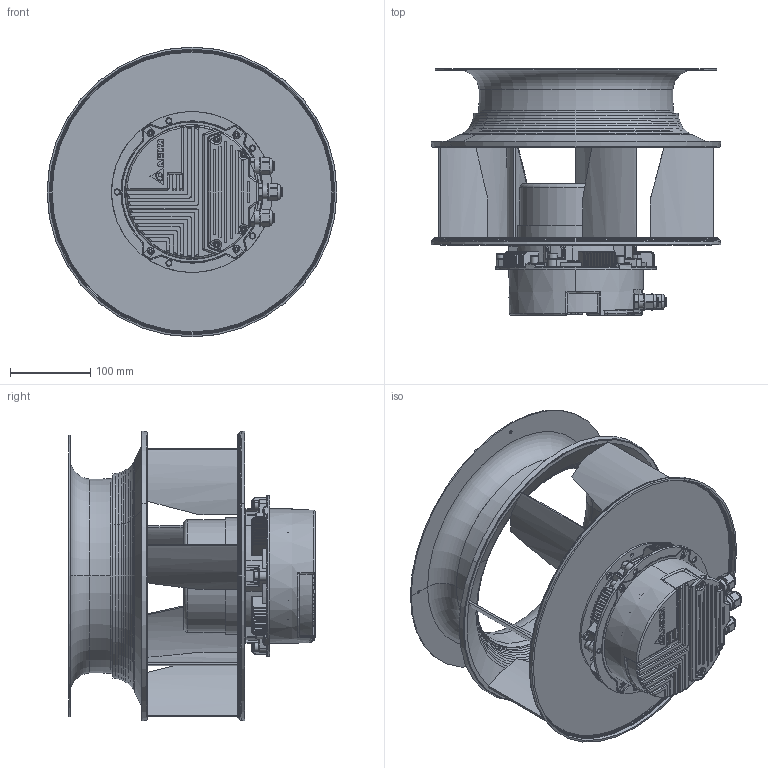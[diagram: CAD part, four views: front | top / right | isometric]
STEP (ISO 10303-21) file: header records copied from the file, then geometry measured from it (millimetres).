
FILE_DESCRIPTION((''),'2;1');
FILE_NAME('GTB036PXD25E_N1_ASM','2017-11-06T',('CHESTER.YAN'),(''),'CREO PARAMETRIC BY PTC INC, 2015080','CREO PARAMETRIC BY PTC INC, 2015080','');
FILE_SCHEMA(('CONFIG_CONTROL_DESIGN'));
Products named in the file (10): _OD116_MOTOR_1_1_2_1_1_1; _OD116_MOTOR_1_1_2_2_1_1; _OD116_MOTOR_1_1_2_3_1_1; _OD116_MOTOR_1_1_2_4_1_1; _OD116_MOTOR_1_1_2_ASM_1_1_ASM; OD116_MOTOR_ASM_1_1_ASM_1_1_ASM; PRT0006_1_1; 036_25R_NOZZLE_1; ASM0006_ASM_1_1_ASM; GTB036PXD25E_N1_ASM
Assembly tree (9 placements, depth 5):
  GTB036PXD25E_N1_ASM
    ASM0006_ASM_1_1_ASM
      OD116_MOTOR_ASM_1_1_ASM_1_1_ASM
        _OD116_MOTOR_1_1_2_ASM_1_1_ASM
          _OD116_MOTOR_1_1_2_1_1_1
          _OD116_MOTOR_1_1_2_2_1_1
          _OD116_MOTOR_1_1_2_3_1_1
          _OD116_MOTOR_1_1_2_4_1_1
      PRT0006_1_1
      036_25R_NOZZLE_1
Bounding box: 360.23 x 306.2 x 360.23 mm (x, y, z)
Volume: 2042769.4 mm3; surface area: 1019037.5 mm2
Topology: 6 solids, 27 shells, 3434 faces, 9593 edges, 6161 vertices
Faces by surface type: cylinder 1213, plane 1108, torus 502, bspline 264, cone 218, sphere 97, extrusion 32
Entity records: 142962 total; most frequent: CARTESIAN_POINT 57994, ORIENTED_EDGE 18648, DIRECTION 16897, EDGE_CURVE 9498, AXIS2_PLACEMENT_3D 6818, VERTEX_POINT 6161, CIRCLE 3652, EDGE_LOOP 3578
